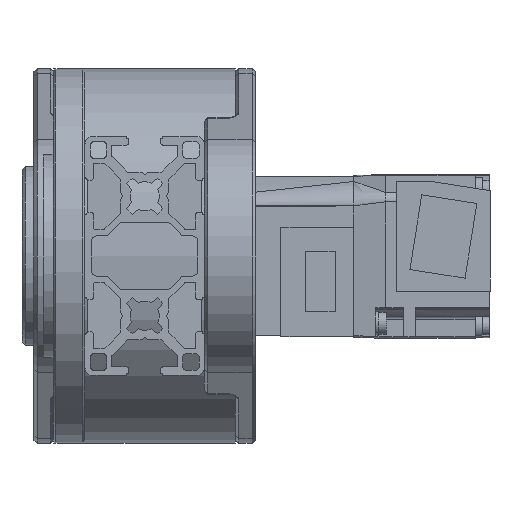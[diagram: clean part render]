
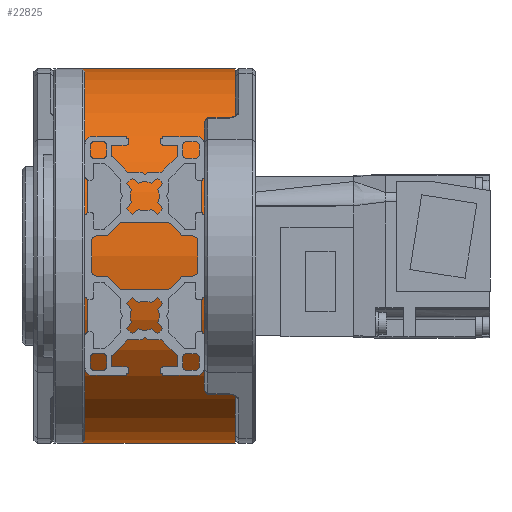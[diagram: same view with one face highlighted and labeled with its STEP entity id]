
A CAD part, left-side view. The second image highlights one B-rep face of the part: STEP entity #22825.
In plain terms, the highlighted cylindrical face has radius 47 mm (diameter 94 mm), a partial arc.
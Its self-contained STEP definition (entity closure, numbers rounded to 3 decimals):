
#977=CYLINDRICAL_SURFACE('',#25523,47.);
#2170=FACE_OUTER_BOUND('',#3530,.T.);
#3530=EDGE_LOOP('',(#18788,#18789,#18790,#18791));
#5332=LINE('',#37897,#7174);
#5425=LINE('',#38610,#7267);
#7174=VECTOR('',#30338,10.);
#7267=VECTOR('',#30963,10.);
#8541=CIRCLE('',#25448,47.);
#8572=CIRCLE('',#25497,47.);
#10288=VERTEX_POINT('',#37894);
#10289=VERTEX_POINT('',#37896);
#10405=VERTEX_POINT('',#38447);
#10440=VERTEX_POINT('',#38553);
#13054=EDGE_CURVE('',#10289,#10288,#5332,.T.);
#13240=EDGE_CURVE('',#10289,#10405,#8541,.T.);
#13294=EDGE_CURVE('',#10440,#10288,#8572,.T.);
#13321=EDGE_CURVE('',#10440,#10405,#5425,.T.);
#18788=ORIENTED_EDGE('',*,*,#13054,.T.);
#18789=ORIENTED_EDGE('',*,*,#13294,.F.);
#18790=ORIENTED_EDGE('',*,*,#13321,.T.);
#18791=ORIENTED_EDGE('',*,*,#13240,.F.);
#22825=ADVANCED_FACE('',(#2170),#977,.T.);
#25448=AXIS2_PLACEMENT_3D('',#38448,#30775,#30776);
#25497=AXIS2_PLACEMENT_3D('',#38555,#30896,#30897);
#25523=AXIS2_PLACEMENT_3D('',#38613,#30967,#30968);
#30338=DIRECTION('',(0.,0.,1.));
#30775=DIRECTION('center_axis',(0.,0.,-1.));
#30776=DIRECTION('ref_axis',(0.,1.,0.));
#30896=DIRECTION('center_axis',(0.,0.,1.));
#30897=DIRECTION('ref_axis',(0.,1.,0.));
#30963=DIRECTION('',(0.,0.,-1.));
#30967=DIRECTION('center_axis',(0.,0.,1.));
#30968=DIRECTION('ref_axis',(0.,1.,0.));
#37894=CARTESIAN_POINT('',(-60.,-47.,38.1));
#37896=CARTESIAN_POINT('',(-60.,-47.,-2.5));
#37897=CARTESIAN_POINT('',(-60.,-47.,0.));
#38447=CARTESIAN_POINT('',(-60.,47.,-2.5));
#38448=CARTESIAN_POINT('Origin',(-60.,0.,-2.5));
#38553=CARTESIAN_POINT('',(-60.,47.,38.1));
#38555=CARTESIAN_POINT('Origin',(-60.,0.,38.1));
#38610=CARTESIAN_POINT('',(-60.,47.,0.));
#38613=CARTESIAN_POINT('Origin',(-60.,0.,0.));
